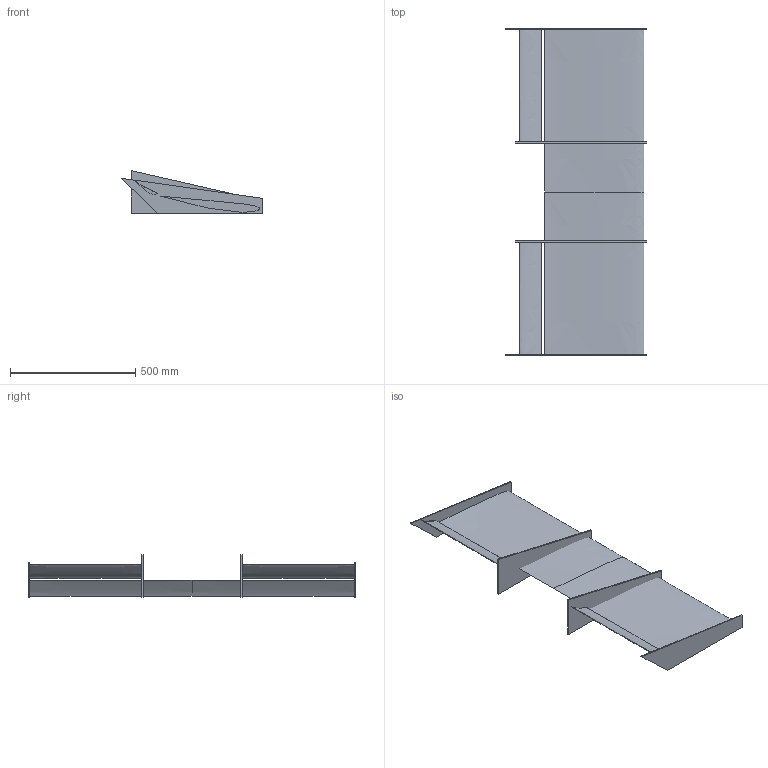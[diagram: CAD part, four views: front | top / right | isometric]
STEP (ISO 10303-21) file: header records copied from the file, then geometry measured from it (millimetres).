
FILE_DESCRIPTION(('CATIA V5 STEP Exchange'),'2;1');
FILE_NAME('Front Wing.stp','2019-11-19T13:00:14+00:00',('none'),('none'),'CATIA Version 5 Release 17 (IN-10)','CATIA V5 STEP AP203','none');
FILE_SCHEMA(('CONFIG_CONTROL_DESIGN'));
Length unit declared in the file: millimetre
Products named in the file (1): Front Wing
Assembly tree (8 placements, depth 2):
  Front Wing
    #56
    #231
    #3254
    #5230
    #5405
    #5580
    #7556
    #7731
Bounding box: 566.15 x 1310 x 170.51 mm (x, y, z)
Volume: 14038715.6 mm3; surface area: 1725056.8 mm2
Topology: 8 solids, 8 shells, 42 faces, 76 edges, 50 vertices
Faces by surface type: plane 34, bspline 8
Entity records: 10729 total; most frequent: CARTESIAN_POINT 9766, DIRECTION 154, ORIENTED_EDGE 152, EDGE_CURVE 76, VECTOR 54, LINE 54, AXIS2_PLACEMENT_3D 50, VERTEX_POINT 50
